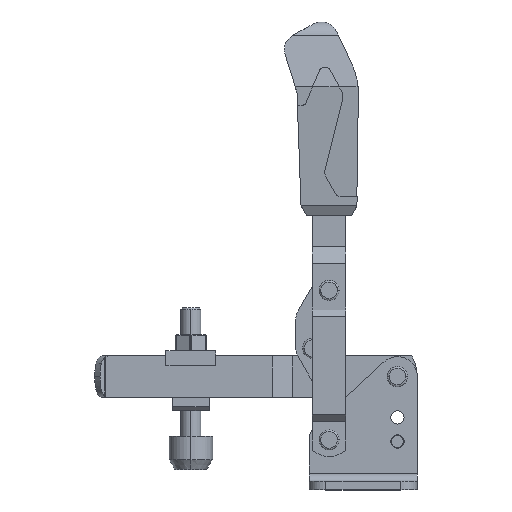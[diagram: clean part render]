
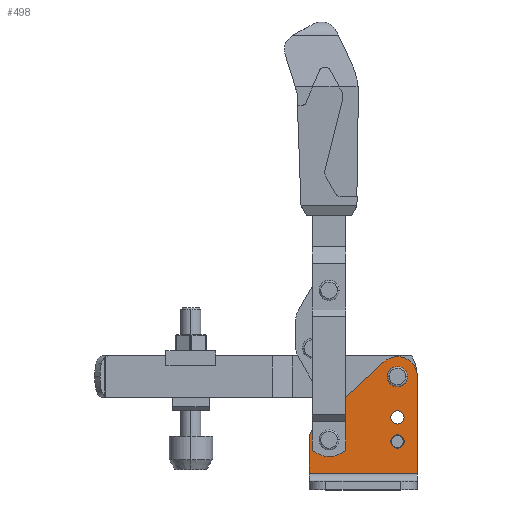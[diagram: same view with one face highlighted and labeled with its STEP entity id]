
A CAD part, top view. The second image highlights one B-rep face of the part: STEP entity #498.
In plain terms, the highlighted planar face has unit normal (0, 0, 1).
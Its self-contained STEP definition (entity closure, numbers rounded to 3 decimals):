
#498=ADVANCED_FACE('NONE',(#1344,#1345,#1346,#1347,#1348),#1349,.T.);
#1344=FACE_OUTER_BOUND('',#2663,.T.);
#1345=FACE_BOUND('',#2664,.T.);
#1346=FACE_BOUND('',#2665,.T.);
#1347=FACE_BOUND('',#2666,.T.);
#1348=FACE_BOUND('',#2667,.T.);
#1349=PLANE('',#2668);
#2663=EDGE_LOOP('',(#4451,#4452,#4453,#4454,#4455,#4456));
#2664=EDGE_LOOP('',(#4457,#4458));
#2665=EDGE_LOOP('',(#4459,#4460));
#2666=EDGE_LOOP('',(#4461,#4462));
#2667=EDGE_LOOP('',(#4463,#4464));
#2668=AXIS2_PLACEMENT_3D('',#4465,#4466,#4467);
#4451=ORIENTED_EDGE('',*,*,#7764,.T.);
#4452=ORIENTED_EDGE('',*,*,#7765,.T.);
#4453=ORIENTED_EDGE('',*,*,#7766,.T.);
#4454=ORIENTED_EDGE('',*,*,#7767,.T.);
#4455=ORIENTED_EDGE('',*,*,#7768,.T.);
#4456=ORIENTED_EDGE('',*,*,#7769,.T.);
#4457=ORIENTED_EDGE('',*,*,#7674,.T.);
#4458=ORIENTED_EDGE('',*,*,#7770,.T.);
#4459=ORIENTED_EDGE('',*,*,#7679,.T.);
#4460=ORIENTED_EDGE('',*,*,#7771,.T.);
#4461=ORIENTED_EDGE('',*,*,#7772,.T.);
#4462=ORIENTED_EDGE('',*,*,#7682,.T.);
#4463=ORIENTED_EDGE('',*,*,#7727,.T.);
#4464=ORIENTED_EDGE('',*,*,#7648,.T.);
#4465=CARTESIAN_POINT('',(0.0,81.0,10.0));
#4466=DIRECTION('',(0.0,0.0,1.0));
#4467=DIRECTION('',(1.0,-0.0,0.0));
#7648=EDGE_CURVE('NONE',#9062,#9063,#9064,.T.);
#7674=EDGE_CURVE('NONE',#9107,#9105,#9108,.T.);
#7679=EDGE_CURVE('NONE',#9116,#9114,#9117,.T.);
#7682=EDGE_CURVE('NONE',#9120,#9121,#9122,.T.);
#7727=EDGE_CURVE('NONE',#9063,#9062,#9193,.T.);
#7764=EDGE_CURVE('NONE',#9244,#9245,#9246,.T.);
#7765=EDGE_CURVE('NONE',#9245,#9247,#9248,.T.);
#7766=EDGE_CURVE('NONE',#9247,#9249,#9250,.T.);
#7767=EDGE_CURVE('NONE',#9249,#9251,#9252,.T.);
#7768=EDGE_CURVE('NONE',#9251,#9253,#9254,.T.);
#7769=EDGE_CURVE('NONE',#9253,#9244,#9255,.T.);
#7770=EDGE_CURVE('NONE',#9105,#9107,#9256,.T.);
#7771=EDGE_CURVE('NONE',#9114,#9116,#9257,.T.);
#7772=EDGE_CURVE('NONE',#9121,#9120,#9258,.T.);
#9062=VERTEX_POINT('NONE',#11122);
#9063=VERTEX_POINT('NONE',#11123);
#9064=CIRCLE('',#11124,4.0);
#9105=VERTEX_POINT('NONE',#11175);
#9107=VERTEX_POINT('NONE',#11178);
#9108=CIRCLE('',#11179,6.);
#9114=VERTEX_POINT('NONE',#11186);
#9116=VERTEX_POINT('NONE',#11189);
#9117=CIRCLE('',#11190,4.05);
#9120=VERTEX_POINT('NONE',#11194);
#9121=VERTEX_POINT('NONE',#11195);
#9122=CIRCLE('',#11196,4.0);
#9193=CIRCLE('',#11283,4.0);
#9244=VERTEX_POINT('NONE',#11359);
#9245=VERTEX_POINT('NONE',#11360);
#9246=CIRCLE('',#11361,12.);
#9247=VERTEX_POINT('NONE',#11362);
#9248=LINE('',#11363,#11364);
#9249=VERTEX_POINT('NONE',#11365);
#9250=CIRCLE('',#11366,12.);
#9251=VERTEX_POINT('NONE',#11367);
#9252=LINE('',#11368,#11369);
#9253=VERTEX_POINT('NONE',#11370);
#9254=LINE('',#11371,#11372);
#9255=LINE('',#11373,#11374);
#9256=CIRCLE('',#11375,6.);
#9257=CIRCLE('',#11376,4.05);
#9258=CIRCLE('',#11377,4.0);
#11122=CARTESIAN_POINT('',(16.0,30.0,10.0));
#11123=CARTESIAN_POINT('',(8.0,30.0,10.0));
#11124=AXIS2_PLACEMENT_3D('',#14540,#14541,#14542);
#11175=CARTESIAN_POINT('',(59.0,68.0,10.0));
#11178=CARTESIAN_POINT('',(47.0,68.0,10.0));
#11179=AXIS2_PLACEMENT_3D('',#14581,#14582,#14583);
#11186=CARTESIAN_POINT('',(57.05,29.0,10.0));
#11189=CARTESIAN_POINT('',(48.95,29.0,10.0));
#11190=AXIS2_PLACEMENT_3D('',#14589,#14590,#14591);
#11194=CARTESIAN_POINT('',(57.0,43.5,10.0));
#11195=CARTESIAN_POINT('',(49.0,43.5,10.0));
#11196=AXIS2_PLACEMENT_3D('',#14593,#14594,#14595);
#11283=AXIS2_PLACEMENT_3D('',#14666,#14667,#14668);
#11359=CARTESIAN_POINT('',(65.0,68.,10.0));
#11360=CARTESIAN_POINT('',(44.816,76.776,10.0));
#11361=AXIS2_PLACEMENT_3D('',#14714,#14715,#14716);
#11362=CARTESIAN_POINT('',(3.816,38.543,10.0));
#11363=CARTESIAN_POINT('',(44.816,76.776,10.0));
#11364=VECTOR('',#14717,1000.0);
#11365=CARTESIAN_POINT('',(0.,29.767,10.0));
#11366=AXIS2_PLACEMENT_3D('',#14718,#14719,#14720);
#11367=CARTESIAN_POINT('',(0.,10.,10.0));
#11368=CARTESIAN_POINT('',(0.,81.0,10.0));
#11369=VECTOR('',#14721,1000.0);
#11370=CARTESIAN_POINT('',(65.0,10.,10.0));
#11371=CARTESIAN_POINT('',(0.0,10.,10.0));
#11372=VECTOR('',#14722,1000.0);
#11373=CARTESIAN_POINT('',(65.0,81.0,10.0));
#11374=VECTOR('',#14723,1000.0);
#11375=AXIS2_PLACEMENT_3D('',#14724,#14725,#14726);
#11376=AXIS2_PLACEMENT_3D('',#14727,#14728,#14729);
#11377=AXIS2_PLACEMENT_3D('',#14730,#14731,#14732);
#14540=CARTESIAN_POINT('',(12.0,30.0,10.0));
#14541=DIRECTION('',(0.0,0.0,-1.0));
#14542=DIRECTION('',(-1.0,0.0,0.0));
#14581=CARTESIAN_POINT('',(53.0,68.0,10.0));
#14582=DIRECTION('',(0.0,0.0,-1.0));
#14583=DIRECTION('',(-1.0,0.0,0.0));
#14589=CARTESIAN_POINT('',(53.0,29.0,10.0));
#14590=DIRECTION('',(0.0,0.0,-1.0));
#14591=DIRECTION('',(-1.0,0.0,0.0));
#14593=CARTESIAN_POINT('',(53.0,43.5,10.0));
#14594=DIRECTION('',(0.0,0.0,-1.0));
#14595=DIRECTION('',(-1.0,0.0,0.0));
#14666=CARTESIAN_POINT('',(12.0,30.0,10.0));
#14667=DIRECTION('',(0.0,0.0,-1.0));
#14668=DIRECTION('',(-1.0,0.0,0.0));
#14714=CARTESIAN_POINT('',(53.,68.,10.0));
#14715=DIRECTION('',(0.0,0.0,1.0));
#14716=DIRECTION('',(-1.0,0.0,0.0));
#14717=DIRECTION('',(-0.731,-0.682,0.0));
#14718=CARTESIAN_POINT('',(12.,29.767,10.0));
#14719=DIRECTION('',(0.0,0.0,1.0));
#14720=DIRECTION('',(-1.0,0.,0.0));
#14721=DIRECTION('',(0.0,-1.0,-0.0));
#14722=DIRECTION('',(1.0,0.0,-0.0));
#14723=DIRECTION('',(-0.0,1.0,0.0));
#14724=CARTESIAN_POINT('',(53.0,68.0,10.0));
#14725=DIRECTION('',(0.0,0.0,-1.0));
#14726=DIRECTION('',(-1.0,0.0,0.0));
#14727=CARTESIAN_POINT('',(53.0,29.0,10.0));
#14728=DIRECTION('',(0.0,0.0,-1.0));
#14729=DIRECTION('',(-1.0,0.0,0.0));
#14730=CARTESIAN_POINT('',(53.0,43.5,10.0));
#14731=DIRECTION('',(0.0,0.0,-1.0));
#14732=DIRECTION('',(-1.0,0.0,0.0));
